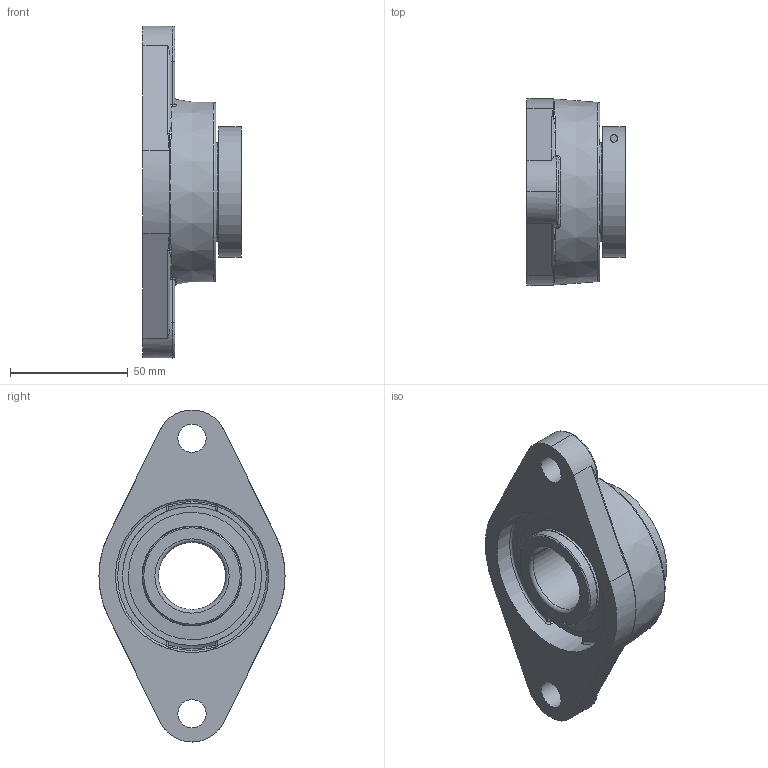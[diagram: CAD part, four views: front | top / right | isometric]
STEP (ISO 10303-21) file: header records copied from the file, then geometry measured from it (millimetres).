
FILE_DESCRIPTION(('HOOPS Exchange Step'),'2;1');
FILE_NAME('export-F888924B-E274-4127-9FC2-C00B2C9C3A83.stp','2020-05-28T10:26:13-07:00',('dkerr'),('Alibre'),'HOOPS Exchange 2020.0','Alibre','Unknown authorisation');
FILE_SCHEMA( ('AP242_MANAGED_MODEL_BASED_3D_ENGINEERING_MIM_LF {1 0 10303 442 1 1 4 }') );
Length unit declared in the file: inch
Products named in the file (8): MRN SFTM L4L 206; MRN SUE 206-18 L4L (1.125) (Race); MRN SUE 206 L4L (Ball); MRN SUE 206 L4L (Shield); MRN SUE 206 L4L (Lock Ring); MRN SUE 206 L4L (Bolt); MRN SUE 206-18 L4L (1.125); MRN SUESFTM 206-18 L4L (1.125inch)
Assembly tree (8 placements, depth 3):
  MRN SUESFTM 206-18 L4L (1.125inch)
    MRN SFTM L4L 206
    MRN SUE 206-18 L4L (1.125)
      MRN SUE 206-18 L4L (1.125) (Race)
      MRN SUE 206 L4L (Ball)
      MRN SUE 206 L4L (Shield)  x2
      MRN SUE 206 L4L (Lock Ring)
      MRN SUE 206 L4L (Bolt)
Bounding box: 41.7 x 79 x 141 mm (x, y, z)
Volume: 130930.6 mm3; surface area: 55333 mm2
Topology: 16 solids, 16 shells, 235 faces, 640 edges, 414 vertices
Faces by surface type: plane 73, cylinder 61, bspline 34, torus 33, cone 18, sphere 16
Full cylindrical faces by diameter (mm): 3.242 x2, 4 x1, 7 x1, 8.25 x1, 12 x2, 28.575 x1, 42 x4, 42.508 x2, 52 x2, 54 x2, 65.017 x1, 70.35 x1
Entity records: 14961 total; most frequent: CARTESIAN_POINT 9175, ORIENTED_EDGE 1184, DIRECTION 1160, EDGE_CURVE 592, AXIS2_PLACEMENT_3D 488, VERTEX_POINT 400, CIRCLE 270, EDGE_LOOP 250
